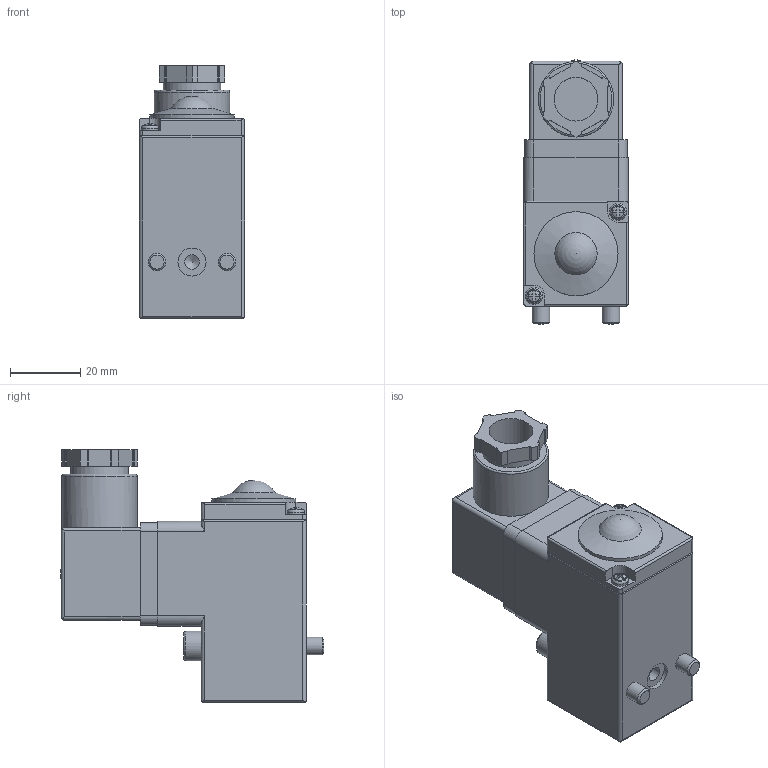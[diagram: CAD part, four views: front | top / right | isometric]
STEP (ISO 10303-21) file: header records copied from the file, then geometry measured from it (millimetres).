
FILE_DESCRIPTION( ( 'STEP AP203' ), '1' );
FILE_NAME( '9.90XX.00.005.stp', '2018-12-13T11:37:00', ( '' ), ( '' ), ' ', 'PARTsolutions', ' ' );
FILE_SCHEMA( ( 'CONFIG_CONTROL_DESIGN' ) );
Length unit declared in the file: millimetre
Products named in the file (1): _9.90XX.00.005
Bounding box: 30 x 75.34 x 72 mm (x, y, z)
Volume: 82773.6 mm3; surface area: 19167.9 mm2
Topology: 1 solids, 1 shells, 255 faces, 676 edges, 445 vertices
Faces by surface type: plane 142, cylinder 93, cone 7, torus 6, bspline 6, sphere 1
Full cylindrical faces by diameter (mm): 4.13 x1, 4.9 x2, 5 x2, 5.6 x1, 7 x1, 8 x1, 8.5 x2, 12.5 x1, 16 x1, 16.5 x1, 21.5 x1, 24 x1
Entity records: 8046 total; most frequent: CARTESIAN_POINT 1851, ORIENTED_EDGE 1266, DIRECTION 1240, EDGE_CURVE 633, VERTEX_POINT 435, AXIS2_PLACEMENT_3D 424, LINE 392, VECTOR 392
